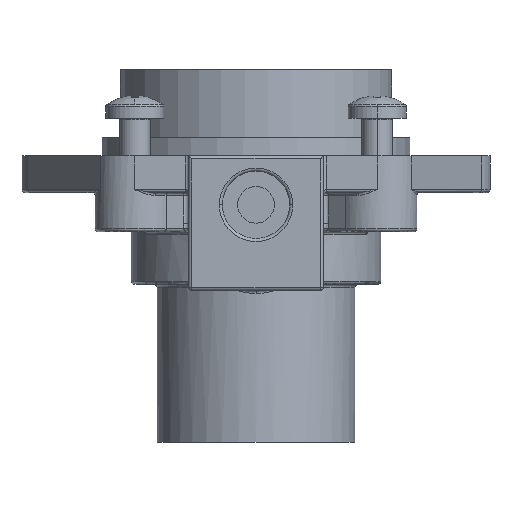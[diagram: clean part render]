
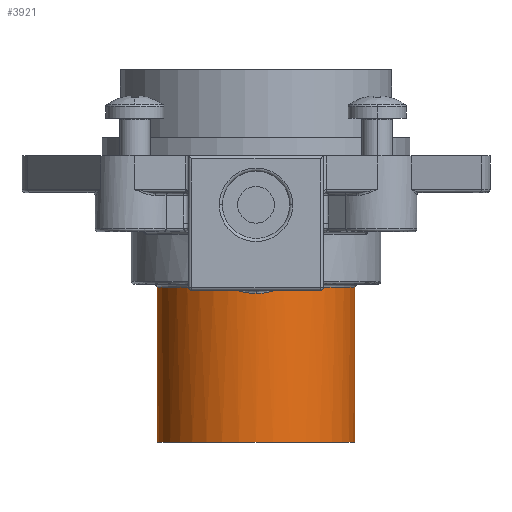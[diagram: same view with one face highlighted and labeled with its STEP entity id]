
A CAD part, front view. The second image highlights one B-rep face of the part: STEP entity #3921.
In plain terms, the highlighted cylindrical face has radius 16.175 mm (diameter 32.35 mm), a partial arc.
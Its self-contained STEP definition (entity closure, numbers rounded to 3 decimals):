
#41 = CARTESIAN_POINT ( 'NONE',  ( 1.977, -16.058, 24.475 ) ) ;
#67 = CARTESIAN_POINT ( 'NONE',  ( -1.579, -16.116, 24.387 ) ) ;
#91 = CARTESIAN_POINT ( 'NONE',  ( 0., 0., 25.3 ) ) ;
#93 = CARTESIAN_POINT ( 'NONE',  ( 0., -16.175, 24.3 ) ) ;
#241 = CARTESIAN_POINT ( 'NONE',  ( 0., 0., 0. ) ) ;
#300 = CARTESIAN_POINT ( 'NONE',  ( 0., 0., 25.3 ) ) ;
#380 = CARTESIAN_POINT ( 'NONE',  ( 0.399, -16.175, 24.3 ) ) ;
#596 = DIRECTION ( 'NONE',  ( 1., 0., 0. ) ) ;
#602 = CARTESIAN_POINT ( 'NONE',  ( 3.12, -15.89, 24.73 ) ) ;
#609 = CARTESIAN_POINT ( 'NONE',  ( -2.722, -15.949, 24.64 ) ) ;
#631 = CARTESIAN_POINT ( 'NONE',  ( 1.586, -16.102, 24.409 ) ) ;
#711 = CARTESIAN_POINT ( 'NONE',  ( 0., -16.175, 24.3 ) ) ;
#744 = DIRECTION ( 'NONE',  ( 0., 0., -1. ) ) ;
#749 = CARTESIAN_POINT ( 'NONE',  ( -3.84, -15.717, 24.995 ) ) ;
#770 = CARTESIAN_POINT ( 'NONE',  ( -0.799, -16.175, 24.3 ) ) ;
#772 = DIRECTION ( 'NONE',  ( 0., 0., -1. ) ) ;
#791 = CARTESIAN_POINT ( 'NONE',  ( 0.796, -16.16, 24.322 ) ) ;
#818 = DIRECTION ( 'NONE',  ( 0., 0., 1. ) ) ;
#853 = CARTESIAN_POINT ( 'NONE',  ( -4.55, -15.522, 25.3 ) ) ;
#881 = CARTESIAN_POINT ( 'NONE',  ( -4.2, -15.625, 25.139 ) ) ;
#904 = CARTESIAN_POINT ( 'NONE',  ( -3.101, -15.88, 24.746 ) ) ;
#925 = DIRECTION ( 'NONE',  ( 1., 0., 0. ) ) ;
#928 = DIRECTION ( 'NONE',  ( 1., 0., 0. ) ) ;
#943 = CARTESIAN_POINT ( 'NONE',  ( 3.85, -15.727, 24.978 ) ) ;
#955 = CARTESIAN_POINT ( 'NONE',  ( 4.55, -15.522, 25.3 ) ) ;
#1175 = B_SPLINE_CURVE_WITH_KNOTS ( 'NONE', 3,
 ( #93, #770, #67, #609, #904, #749, #881, #853 ),
 .UNSPECIFIED., .F., .F.,
 ( 4, 2, 2, 4 ),
 ( 0., 0.002, 0.004, 0.005 ),
 .UNSPECIFIED. ) ;
#1178 = B_SPLINE_CURVE_WITH_KNOTS ( 'NONE', 3,
 ( #955, #943, #602, #41, #631, #791, #380, #711 ),
 .UNSPECIFIED., .F., .F.,
 ( 4, 2, 2, 4 ),
 ( 0., 0.002, 0.004, 0.005 ),
 .UNSPECIFIED. ) ;
#2376 = DIRECTION ( 'NONE',  ( 0., 0., -1. ) ) ;
#2383 = CARTESIAN_POINT ( 'NONE',  ( 0., 0., 25.8 ) ) ;
#2410 = DIRECTION ( 'NONE',  ( -1., 0., 0. ) ) ;
#3745 = EDGE_CURVE ( 'NONE', #7864, #7730, #6275, .T. ) ;
#3791 = EDGE_CURVE ( 'NONE', #7586, #7921, #6433, .T. ) ;
#3792 = EDGE_CURVE ( 'NONE', #7965, #7864, #1175, .T. ) ;
#3796 = EDGE_CURVE ( 'NONE', #7975, #7965, #1178, .T. ) ;
#3799 = EDGE_CURVE ( 'NONE', #7558, #7975, #6223, .T. ) ;
#3921 = ADVANCED_FACE ( 'NONE', ( #5895 ), #5988, .T. ) ;
#4140 = AXIS2_PLACEMENT_3D ( 'NONE', #2383, #2376, #2410 ) ;
#4228 = AXIS2_PLACEMENT_3D ( 'NONE', #300, #744, #596 ) ;
#4230 = AXIS2_PLACEMENT_3D ( 'NONE', #241, #818, #925 ) ;
#4249 = AXIS2_PLACEMENT_3D ( 'NONE', #91, #772, #928 ) ;
#4260 = EDGE_CURVE ( 'NONE', #7730, #7586, #5900, .T. ) ;
#4264 = EDGE_CURVE ( 'NONE', #7558, #7921, #5922, .T. ) ;
#4572 = ORIENTED_EDGE ( 'NONE', *, *, #3745, .T. ) ;
#4580 = ORIENTED_EDGE ( 'NONE', *, *, #3792, .T. ) ;
#4582 = ORIENTED_EDGE ( 'NONE', *, *, #3791, .T. ) ;
#4601 = ORIENTED_EDGE ( 'NONE', *, *, #4260, .T. ) ;
#4631 = ORIENTED_EDGE ( 'NONE', *, *, #4264, .F. ) ;
#4632 = ORIENTED_EDGE ( 'NONE', *, *, #3796, .T. ) ;
#4639 = ORIENTED_EDGE ( 'NONE', *, *, #3799, .T. ) ;
#4866 = EDGE_LOOP ( 'NONE', ( #4631, #4639, #4632, #4580, #4572, #4601, #4582 ) ) ;
#5477 = CARTESIAN_POINT ( 'NONE',  ( -16.175, 0., 25.3 ) ) ;
#5589 = CARTESIAN_POINT ( 'NONE',  ( -16.175, 0., 0. ) ) ;
#5642 = CARTESIAN_POINT ( 'NONE',  ( 16.175, 0., 25.3 ) ) ;
#5707 = CARTESIAN_POINT ( 'NONE',  ( 4.55, -15.522, 25.3 ) ) ;
#5708 = CARTESIAN_POINT ( 'NONE',  ( 0., -16.175, 24.3 ) ) ;
#5751 = CARTESIAN_POINT ( 'NONE',  ( 16.175, 0., 0. ) ) ;
#5803 = CARTESIAN_POINT ( 'NONE',  ( -4.55, -15.522, 25.3 ) ) ;
#5895 = FACE_OUTER_BOUND ( 'NONE', #4866, .T. ) ;
#5900 = LINE ( 'NONE', #6729, #5971 ) ;
#5913 = VECTOR ( 'NONE', #6723, 1000. ) ;
#5922 = LINE ( 'NONE', #6724, #5913 ) ;
#5971 = VECTOR ( 'NONE', #6726, 1000. ) ;
#5988 = CYLINDRICAL_SURFACE ( 'NONE', #4140, 16.175 ) ;
#6223 = CIRCLE ( 'NONE', #4228, 16.175 ) ;
#6275 = CIRCLE ( 'NONE', #4249, 16.175 ) ;
#6433 = CIRCLE ( 'NONE', #4230, 16.175 ) ;
#6723 = DIRECTION ( 'NONE',  ( 0., 0., -1. ) ) ;
#6724 = CARTESIAN_POINT ( 'NONE',  ( 16.175, 0., 25.8 ) ) ;
#6726 = DIRECTION ( 'NONE',  ( 0., 0., -1. ) ) ;
#6729 = CARTESIAN_POINT ( 'NONE',  ( -16.175, 0., 25.8 ) ) ;
#7558 = VERTEX_POINT ( 'NONE', #5642 ) ;
#7586 = VERTEX_POINT ( 'NONE', #5589 ) ;
#7730 = VERTEX_POINT ( 'NONE', #5477 ) ;
#7864 = VERTEX_POINT ( 'NONE', #5803 ) ;
#7921 = VERTEX_POINT ( 'NONE', #5751 ) ;
#7965 = VERTEX_POINT ( 'NONE', #5708 ) ;
#7975 = VERTEX_POINT ( 'NONE', #5707 ) ;
